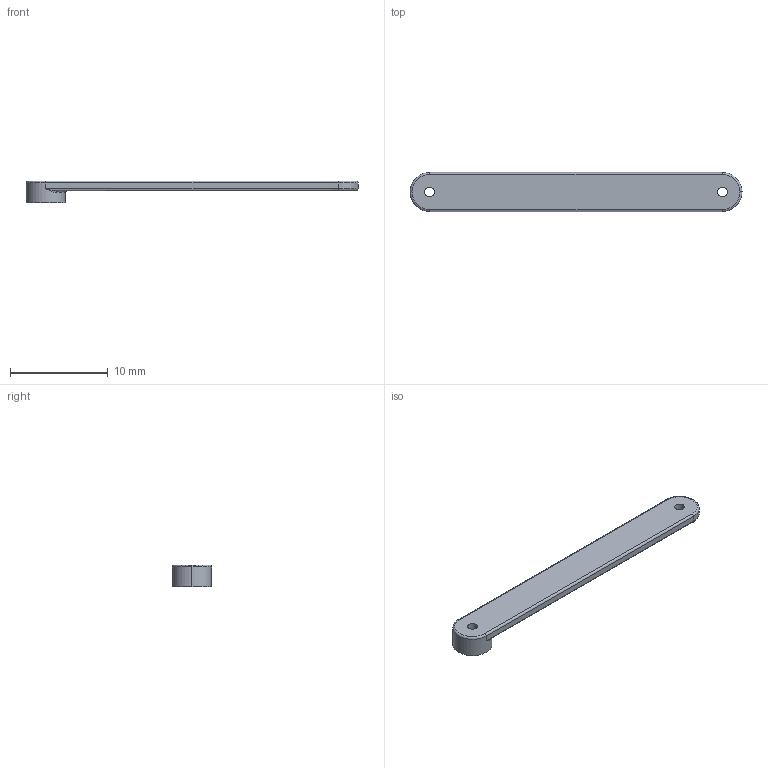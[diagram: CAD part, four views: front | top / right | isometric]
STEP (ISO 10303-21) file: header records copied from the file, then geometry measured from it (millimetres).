
FILE_DESCRIPTION (( 'STEP AP203' ), '1' );
FILE_NAME ('link1_Default_sldprt.STEP', '2025-04-14T17:17:55', ( '' ), ( '' ), 'SwSTEP 2.0', 'SolidWorks 2018', '' );
FILE_SCHEMA (( 'CONFIG_CONTROL_DESIGN' ));
Length unit declared in the file: millimetre
Products named in the file (1): link1_Default_sldprt
Bounding box: 34 x 4 x 2.25 mm (x, y, z)
Volume: 144.6 mm3; surface area: 348.2 mm2
Topology: 1 solids, 1 shells, 25 faces, 60 edges, 35 vertices
Faces by surface type: cylinder 11, torus 7, plane 5, bspline 2
Entity records: 894 total; most frequent: CARTESIAN_POINT 224, DIRECTION 138, ORIENTED_EDGE 116, AXIS2_PLACEMENT_3D 60, EDGE_CURVE 58, CIRCLE 36, VERTEX_POINT 35, EDGE_LOOP 29
